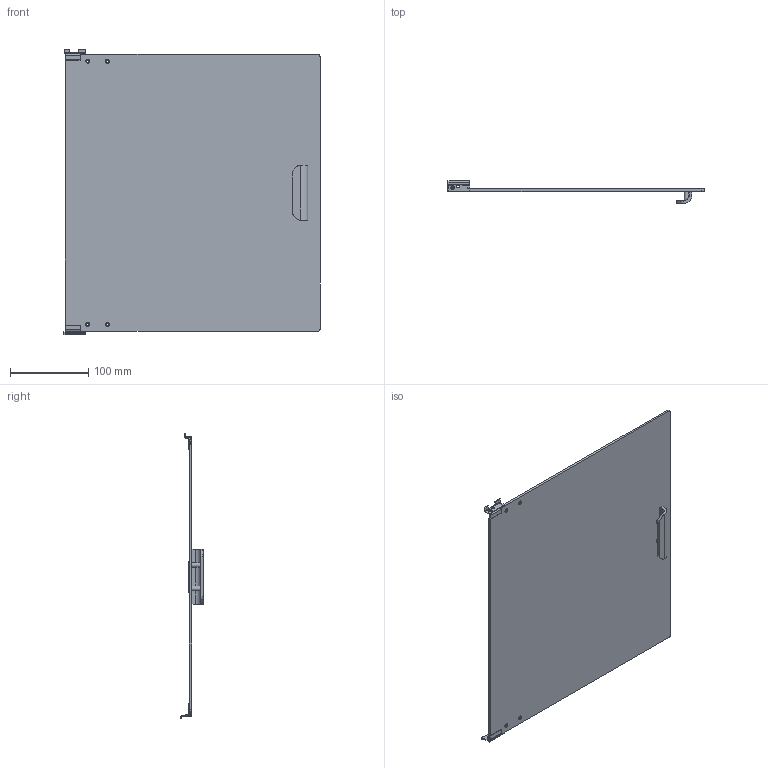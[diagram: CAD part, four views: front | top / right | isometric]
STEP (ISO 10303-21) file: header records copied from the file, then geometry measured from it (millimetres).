
FILE_DESCRIPTION(/* description */ (''),/* implementation_level */ '2;1');
FILE_NAME(/* name */ 'door.step',/* time_stamp */ '2025-10-28T12:07:36-04:00',/* author */ (''),/* organization */ (''),/* preprocessor_version */ 'ST-DEVELOPER v20.1',/* originating_system */ 'Autodesk Translation Framework v14.17.0.0',/* authorisation */ '');
FILE_SCHEMA (('AUTOMOTIVE_DESIGN { 1 0 10303 214 3 1 1 }'));
Length unit declared in the file: millimetre
Products named in the file (11): CC_door; handle; bracket; handle_1; bracket_1; Component1; bracket_2; bracket_3; Component1_1; bracket_4; Component1_2
Assembly tree (10 placements, depth 4):
  CC_door
    handle
      bracket
      handle_1
    bracket_1
      Component1
      bracket_2
    bracket_3
      Component1_1
      bracket_4
        Component1_2
Bounding box: 327.75 x 29.25 x 366 mm (x, y, z)
Volume: 356495.5 mm3; surface area: 287793.8 mm2
Topology: 8 solids, 8 shells, 194 faces, 496 edges, 328 vertices
Faces by surface type: plane 124, cylinder 70
Full cylindrical faces by diameter (mm): 2.5 x2, 3 x6, 3.25 x2, 3.5 x2, 4 x2, 4.25 x6, 5 x12
Entity records: 6419 total; most frequent: CARTESIAN_POINT 1184, DIRECTION 1060, ORIENTED_EDGE 992, EDGE_CURVE 496, AXIS2_PLACEMENT_3D 356, LINE 348, VECTOR 348, VERTEX_POINT 328
